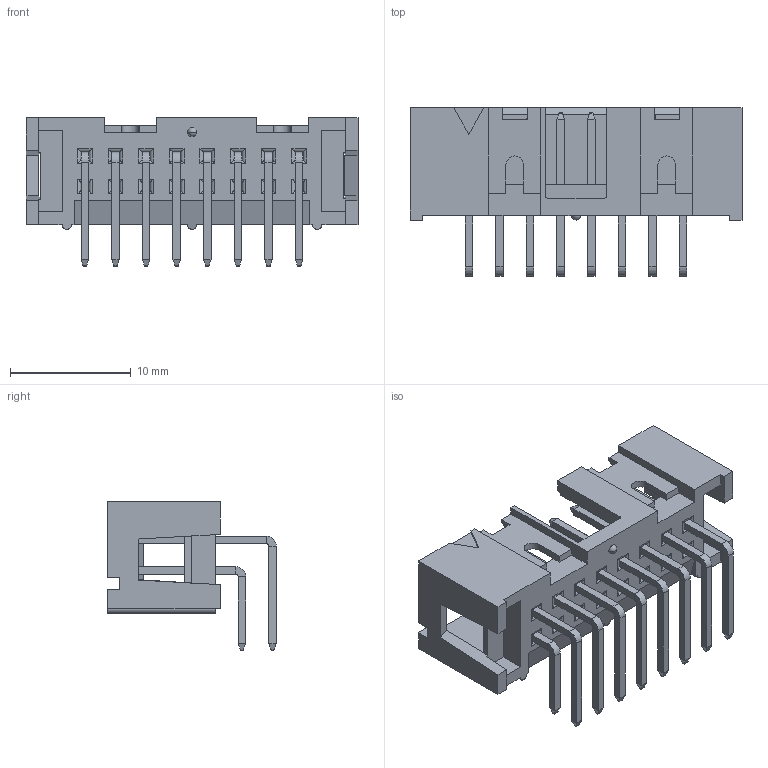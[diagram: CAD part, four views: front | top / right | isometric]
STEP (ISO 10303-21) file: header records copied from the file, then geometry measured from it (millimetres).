
FILE_DESCRIPTION(('STEP AP214'),'1');
FILE_NAME('75867303lf.stp','2016-07-04T02:24:18',('TraceParts'),('TraceParts S.A.'),'Spatial InterOp 3D',' ',' ');
FILE_SCHEMA(('automotive_design'));
Length unit declared in the file: millimetre
Products named in the file (17): 75867_Y03_ASM|Next assembly relationship#71965_Y16;71965_Y16; 75867_Y03_ASM|Next assembly relationship#71953_X03;71953_X03; 75867_Y03_ASM|Next assembly relationship#71953_X04;71953_X04
Bounding box: 27.53 x 13.97 x 12.34 mm (x, y, z)
Volume: 1020.5 mm3; surface area: 2370.8 mm2
Topology: 17 solids, 17 shells, 577 faces, 1325 edges, 773 vertices
Faces by surface type: plane 440, cylinder 135, sphere 2
Entity records: 16993 total; most frequent: CARTESIAN_POINT 4044, ORIENTED_EDGE 2646, DIRECTION 2463, EDGE_CURVE 1323, LINE 1113, VECTOR 1113, VERTEX_POINT 773, AXIS2_PLACEMENT_3D 675
